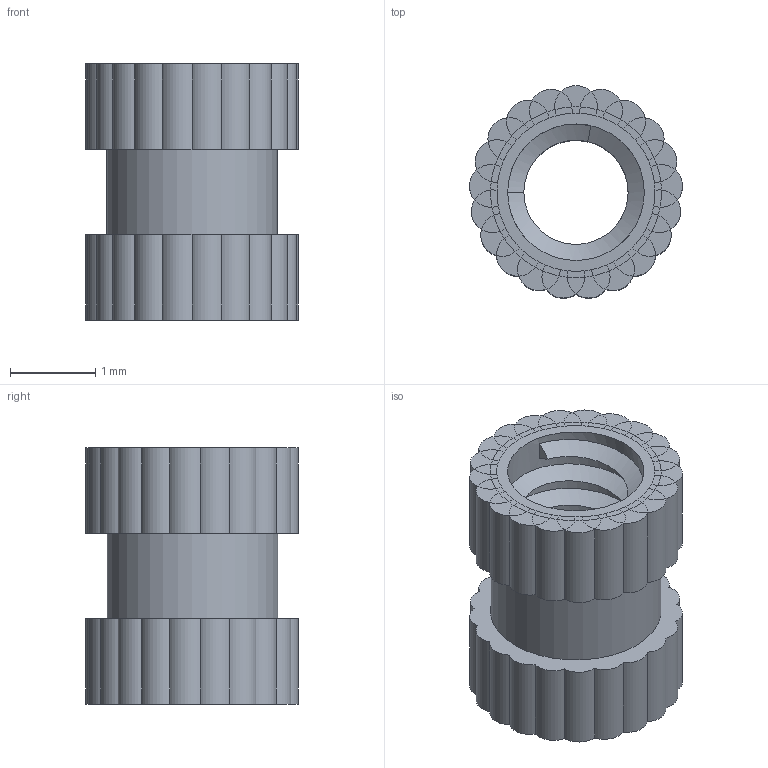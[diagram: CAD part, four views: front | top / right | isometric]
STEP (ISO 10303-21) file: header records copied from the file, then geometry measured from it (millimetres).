
FILE_DESCRIPTION(('FreeCAD Model'),'2;1');
FILE_NAME('Open CASCADE Shape Model','2023-12-05T13:41:35',('FreeCAD'),( 'FreeCAD'),'Open CASCADE STEP processor 7.6','FreeCAD','Unknown');
FILE_SCHEMA(('AUTOMOTIVE_DESIGN { 1 0 10303 214 1 1 1 1 }'));
Length unit declared in the file: millimetre
Products named in the file (1): Open CASCADE STEP translator 7.6 1
Bounding box: 2.49 x 2.49 x 3 mm (x, y, z)
Volume: 7.4 mm3; surface area: 53.2 mm2
Topology: 1 solids, 1 shells, 242 faces, 539 edges, 301 vertices
Faces by surface type: plane 174, cylinder 52, bspline 16
Full cylindrical faces by diameter (mm): 1.6 x8, 2 x1
Entity records: 9328 total; most frequent: CARTESIAN_POINT 3807, DIRECTION 1364, ORIENTED_EDGE 1078, AXIS2_PLACEMENT_3D 654, EDGE_CURVE 539, CIRCLE 427, VERTEX_POINT 301, FACE_BOUND 246
